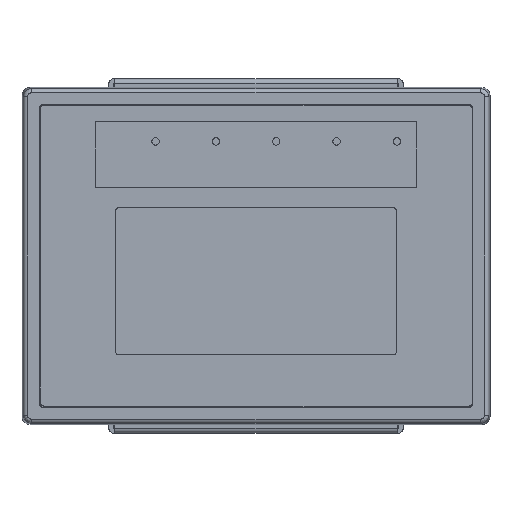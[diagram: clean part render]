
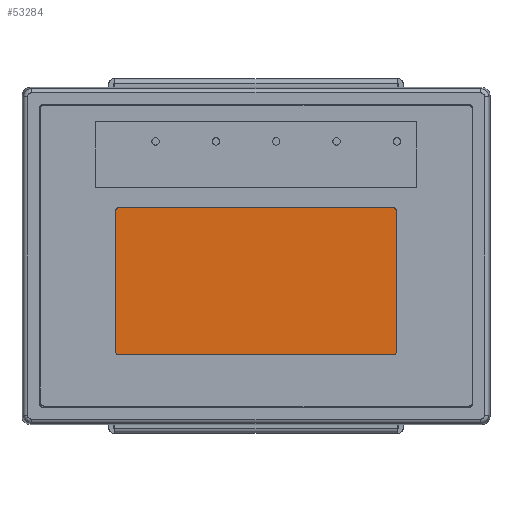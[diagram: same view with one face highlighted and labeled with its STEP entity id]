
A CAD part, front view. The second image highlights one B-rep face of the part: STEP entity #53284.
In plain terms, the highlighted planar face has unit normal (0, -1, 0).
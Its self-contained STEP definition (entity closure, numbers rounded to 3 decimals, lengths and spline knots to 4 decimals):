
#674 = DIRECTION ( 'NONE',  ( 0., -1., 0. ) ) ;
#957 = CARTESIAN_POINT ( 'NONE',  ( 1.0837, -0.25, 0.6804 ) ) ;
#2768 = CARTESIAN_POINT ( 'NONE',  ( -1.625, -0.25, 0.4203 ) ) ;
#3577 = CARTESIAN_POINT ( 'NONE',  ( 1.0443, -0.25, 0.4596 ) ) ;
#6694 = CARTESIAN_POINT ( 'NONE',  ( -1.625, -0.25, 0.6804 ) ) ;
#8488 = EDGE_CURVE ( 'NONE', #90127, #34212, #80339, .T. ) ;
#11361 = AXIS2_PLACEMENT_3D ( 'NONE', #43714, #674, #51012 ) ;
#12232 = CIRCLE ( 'NONE', #57952, 0.0394 ) ;
#12261 = CARTESIAN_POINT ( 'NONE',  ( 0.5866, -0.25, 0.2815 ) ) ;
#13394 = AXIS2_PLACEMENT_3D ( 'NONE', #12261, #19535, #69892 ) ;
#14167 = ORIENTED_EDGE ( 'NONE', *, *, #77194, .T. ) ;
#15583 = CARTESIAN_POINT ( 'NONE',  ( -1.5856, -0.25, -0.9183 ) ) ;
#15946 = EDGE_CURVE ( 'NONE', #55576, #34212, #87175, .T. ) ;
#16598 = DIRECTION ( 'NONE',  ( 0., -1., 0. ) ) ;
#17270 = VECTOR ( 'NONE', #58579, 39.3701 ) ;
#18572 = ORIENTED_EDGE ( 'NONE', *, *, #52384, .F. ) ;
#19535 = DIRECTION ( 'NONE',  ( 0., 1., 0. ) ) ;
#20993 = CARTESIAN_POINT ( 'NONE',  ( -1.5856, -0.25, 0.4596 ) ) ;
#22812 = DIRECTION ( 'NONE',  ( 0., 0., -1. ) ) ;
#24272 = EDGE_CURVE ( 'NONE', #55576, #60440, #12232, .T. ) ;
#26152 = ORIENTED_EDGE ( 'NONE', *, *, #8488, .T. ) ;
#26174 = DIRECTION ( 'NONE',  ( 0., -1., 0. ) ) ;
#28389 = VECTOR ( 'NONE', #48314, 39.3701 ) ;
#29801 = ORIENTED_EDGE ( 'NONE', *, *, #30076, .T. ) ;
#30076 = EDGE_CURVE ( 'NONE', #89049, #86661, #84934, .T. ) ;
#31517 = ORIENTED_EDGE ( 'NONE', *, *, #24272, .T. ) ;
#32763 = ORIENTED_EDGE ( 'NONE', *, *, #50415, .F. ) ;
#33072 = ORIENTED_EDGE ( 'NONE', *, *, #15946, .F. ) ;
#34212 = VERTEX_POINT ( 'NONE', #2768 ) ;
#41676 = CARTESIAN_POINT ( 'NONE',  ( 1.0837, -0.25, 0.4203 ) ) ;
#43714 = CARTESIAN_POINT ( 'NONE',  ( 1.0443, -0.25, -0.9183 ) ) ;
#48314 = DIRECTION ( 'NONE',  ( -1., 0., 0. ) ) ;
#50415 = EDGE_CURVE ( 'NONE', #89049, #60440, #66733, .T. ) ;
#51012 = DIRECTION ( 'NONE',  ( 0., 0., -1. ) ) ;
#52384 = EDGE_CURVE ( 'NONE', #90127, #75486, #65185, .T. ) ;
#53284 = ADVANCED_FACE ( 'NONE', ( #75213 ), #55372, .F. ) ;
#55372 = PLANE ( 'NONE',  #13394 ) ;
#55576 = VERTEX_POINT ( 'NONE', #62584 ) ;
#57044 = DIRECTION ( 'NONE',  ( 0., 0., 1. ) ) ;
#57952 = AXIS2_PLACEMENT_3D ( 'NONE', #15583, #65980, #22812 ) ;
#58579 = DIRECTION ( 'NONE',  ( 0., 0., 1. ) ) ;
#59388 = ORIENTED_EDGE ( 'NONE', *, *, #63803, .T. ) ;
#59725 = CARTESIAN_POINT ( 'NONE',  ( -1.5856, -0.25, 0.4203 ) ) ;
#60440 = VERTEX_POINT ( 'NONE', #90272 ) ;
#62584 = CARTESIAN_POINT ( 'NONE',  ( -1.625, -0.25, -0.9183 ) ) ;
#62927 = VECTOR ( 'NONE', #63747, 39.3701 ) ;
#63103 = CARTESIAN_POINT ( 'NONE',  ( 1.0837, -0.25, -0.9183 ) ) ;
#63747 = DIRECTION ( 'NONE',  ( 1., 0., 0. ) ) ;
#63803 = EDGE_CURVE ( 'NONE', #86661, #88399, #65688, .T. ) ;
#65185 = LINE ( 'NONE', #85276, #62927 ) ;
#65688 = LINE ( 'NONE', #957, #17270 ) ;
#65980 = DIRECTION ( 'NONE',  ( 0., -1., 0. ) ) ;
#66733 = LINE ( 'NONE', #70129, #28389 ) ;
#66858 = AXIS2_PLACEMENT_3D ( 'NONE', #59725, #16598, #66967 ) ;
#66967 = DIRECTION ( 'NONE',  ( 0., 0., -1. ) ) ;
#69367 = CARTESIAN_POINT ( 'NONE',  ( 1.0443, -0.25, 0.4203 ) ) ;
#69892 = DIRECTION ( 'NONE',  ( -1., 0., 0. ) ) ;
#70129 = CARTESIAN_POINT ( 'NONE',  ( 1.0876, -0.25, -0.9577 ) ) ;
#70218 = VECTOR ( 'NONE', #57044, 39.3701 ) ;
#75213 = FACE_OUTER_BOUND ( 'NONE', #77223, .T. ) ;
#75486 = VERTEX_POINT ( 'NONE', #3577 ) ;
#76670 = DIRECTION ( 'NONE',  ( 0., 0., -1. ) ) ;
#77194 = EDGE_CURVE ( 'NONE', #88399, #75486, #91365, .T. ) ;
#77223 = EDGE_LOOP ( 'NONE', ( #33072, #31517, #32763, #29801, #59388, #14167, #18572, #26152 ) ) ;
#78699 = AXIS2_PLACEMENT_3D ( 'NONE', #69367, #26174, #76670 ) ;
#79239 = CARTESIAN_POINT ( 'NONE',  ( 1.0443, -0.25, -0.9577 ) ) ;
#80339 = CIRCLE ( 'NONE', #66858, 0.0394 ) ;
#84934 = CIRCLE ( 'NONE', #11361, 0.0394 ) ;
#85276 = CARTESIAN_POINT ( 'NONE',  ( -1.6289, -0.25, 0.4596 ) ) ;
#86661 = VERTEX_POINT ( 'NONE', #63103 ) ;
#87175 = LINE ( 'NONE', #6694, #70218 ) ;
#88399 = VERTEX_POINT ( 'NONE', #41676 ) ;
#89049 = VERTEX_POINT ( 'NONE', #79239 ) ;
#90127 = VERTEX_POINT ( 'NONE', #20993 ) ;
#90272 = CARTESIAN_POINT ( 'NONE',  ( -1.5856, -0.25, -0.9577 ) ) ;
#91365 = CIRCLE ( 'NONE', #78699, 0.0394 ) ;
